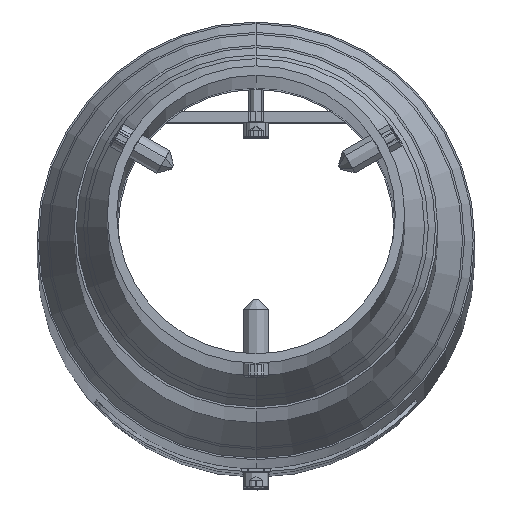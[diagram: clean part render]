
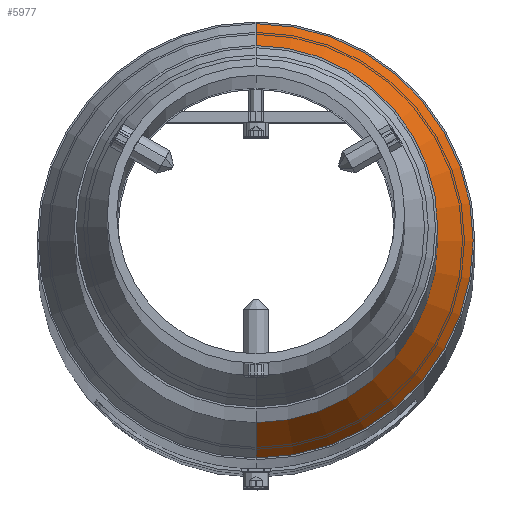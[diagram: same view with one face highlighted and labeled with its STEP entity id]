
A CAD part, top view. The second image highlights one B-rep face of the part: STEP entity #5977.
In plain terms, the highlighted conical face has half-angle 28.635 degrees and reference radius 69.85 mm.
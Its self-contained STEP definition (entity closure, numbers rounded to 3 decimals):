
#270 = DIRECTION ( 'NONE',  ( 0., -1., 0. ) ) ;
#327 = AXIS2_PLACEMENT_3D ( 'NONE', #5254, #270, #2253 ) ;
#661 = VERTEX_POINT ( 'NONE', #3133 ) ;
#671 = ORIENTED_EDGE ( 'NONE', *, *, #3704, .T. ) ;
#906 = EDGE_CURVE ( 'NONE', #4411, #1058, #6385, .T. ) ;
#1041 = DIRECTION ( 'NONE',  ( 0., 0., -1. ) ) ;
#1058 = VERTEX_POINT ( 'NONE', #4329 ) ;
#1372 = ORIENTED_EDGE ( 'NONE', *, *, #5850, .F. ) ;
#1525 = DIRECTION ( 'NONE',  ( 0., -0.878, -0.479 ) ) ;
#1553 = VECTOR ( 'NONE', #2733, 1000. ) ;
#1685 = CONICAL_SURFACE ( 'NONE', #327, 69.85, 0.5 ) ;
#1834 = ORIENTED_EDGE ( 'NONE', *, *, #906, .T. ) ;
#2016 = CARTESIAN_POINT ( 'NONE',  ( 0., 12.5, 0. ) ) ;
#2220 = DIRECTION ( 'NONE',  ( 0., 0., 1. ) ) ;
#2253 = DIRECTION ( 'NONE',  ( 0., 0., -1. ) ) ;
#2302 = VECTOR ( 'NONE', #1525, 1000. ) ;
#2716 = CARTESIAN_POINT ( 'NONE',  ( 0., -12.5, 0. ) ) ;
#2733 = DIRECTION ( 'NONE',  ( 0., -0.878, 0.479 ) ) ;
#2977 = CARTESIAN_POINT ( 'NONE',  ( 0., -12.5, 83.5 ) ) ;
#3133 = CARTESIAN_POINT ( 'NONE',  ( 0., -12.5, -83.5 ) ) ;
#3207 = CARTESIAN_POINT ( 'NONE',  ( 0., 12.5, 69.85 ) ) ;
#3704 = EDGE_CURVE ( 'NONE', #6361, #661, #5721, .T. ) ;
#3998 = DIRECTION ( 'NONE',  ( 0., -1., 0. ) ) ;
#4329 = CARTESIAN_POINT ( 'NONE',  ( 0., 12.5, 69.85 ) ) ;
#4411 = VERTEX_POINT ( 'NONE', #4805 ) ;
#4429 = EDGE_CURVE ( 'NONE', #1058, #6361, #6341, .T. ) ;
#4599 = CARTESIAN_POINT ( 'NONE',  ( 0., 12.5, -69.85 ) ) ;
#4727 = FACE_OUTER_BOUND ( 'NONE', #4840, .T. ) ;
#4805 = CARTESIAN_POINT ( 'NONE',  ( 0., 12.5, -69.85 ) ) ;
#4840 = EDGE_LOOP ( 'NONE', ( #1834, #5138, #671, #1372 ) ) ;
#5082 = DIRECTION ( 'NONE',  ( 0., 1., 0. ) ) ;
#5138 = ORIENTED_EDGE ( 'NONE', *, *, #4429, .T. ) ;
#5254 = CARTESIAN_POINT ( 'NONE',  ( 0., 12.5, 0. ) ) ;
#5615 = AXIS2_PLACEMENT_3D ( 'NONE', #2716, #5082, #2220 ) ;
#5721 = CIRCLE ( 'NONE', #5615, 83.5 ) ;
#5850 = EDGE_CURVE ( 'NONE', #4411, #661, #6026, .T. ) ;
#5955 = AXIS2_PLACEMENT_3D ( 'NONE', #2016, #3998, #1041 ) ;
#5977 = ADVANCED_FACE ( 'NONE', ( #4727 ), #1685, .T. ) ;
#6026 = LINE ( 'NONE', #4599, #2302 ) ;
#6341 = LINE ( 'NONE', #3207, #1553 ) ;
#6361 = VERTEX_POINT ( 'NONE', #2977 ) ;
#6385 = CIRCLE ( 'NONE', #5955, 69.85 ) ;
